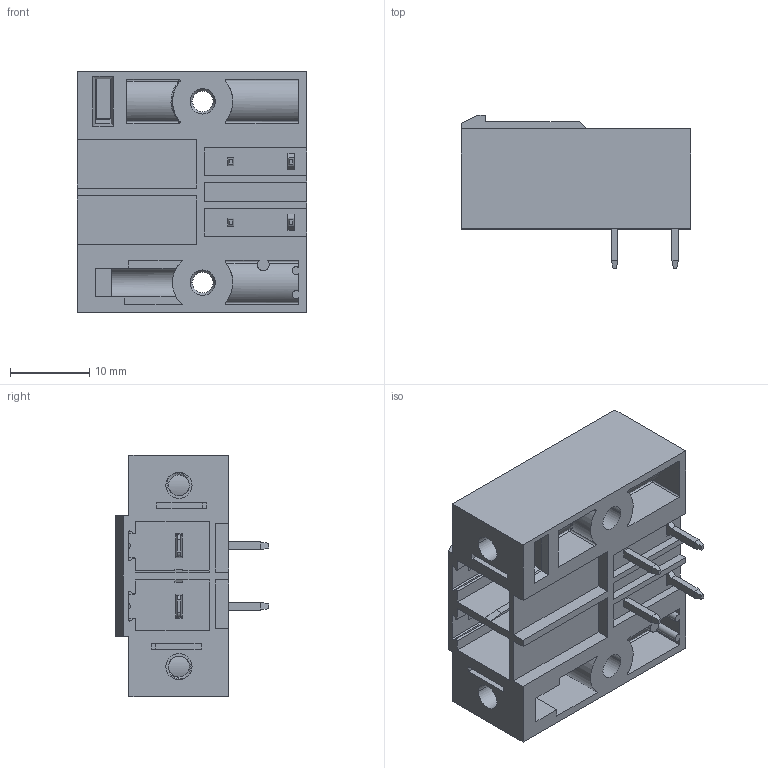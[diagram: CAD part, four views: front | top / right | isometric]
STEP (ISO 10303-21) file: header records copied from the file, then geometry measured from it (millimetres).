
FILE_DESCRIPTION((''),'2;1');
FILE_NAME('1','2019-10-11T',('Administrator'),(''),'PRO/ENGINEER BY PARAMETRIC TECHNOLOGY CORPORATION, 2010280','PRO/ENGINEER BY PARAMETRIC TECHNOLOGY CORPORATION, 2010280','');
FILE_SCHEMA(('CONFIG_CONTROL_DESIGN'));
Length unit declared in the file: millimetre
Products named in the file (1): 1
Bounding box: 29 x 19.3 x 30.48 mm (x, y, z)
Volume: 7343.4 mm3; surface area: 6853.1 mm2
Topology: 1 solids, 1 shells, 388 faces, 1072 edges, 700 vertices
Faces by surface type: plane 249, cylinder 113, cone 12, bspline 10, sphere 4
Entity records: 14142 total; most frequent: CARTESIAN_POINT 4223, ORIENTED_EDGE 2144, DIRECTION 1921, EDGE_CURVE 1072, VECTOR 771, LINE 771, VERTEX_POINT 700, AXIS2_PLACEMENT_3D 575
